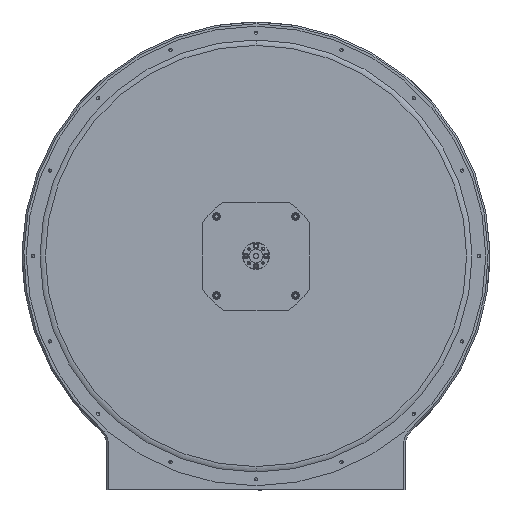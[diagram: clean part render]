
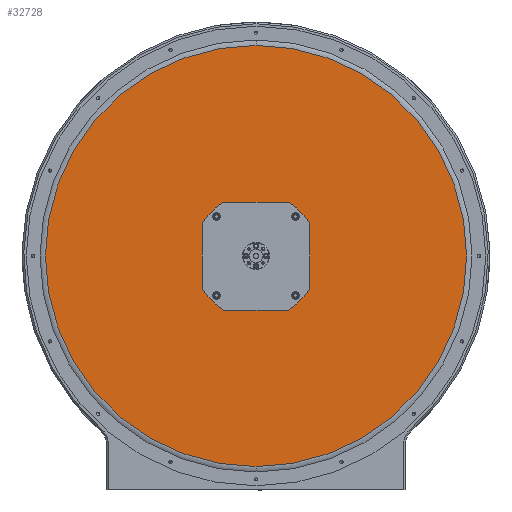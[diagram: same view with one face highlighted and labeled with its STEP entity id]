
A CAD part, front view. The second image highlights one B-rep face of the part: STEP entity #32728.
In plain terms, the highlighted planar face has unit normal (0, -1, 0).
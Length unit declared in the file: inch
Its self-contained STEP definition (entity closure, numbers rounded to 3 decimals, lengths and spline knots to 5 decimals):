
#1382 = ORIENTED_EDGE ( 'NONE', *, *, #26677, .F. ) ;
#1562 = DIRECTION ( 'NONE',  ( 0., 1., 0. ) ) ;
#3023 = CARTESIAN_POINT ( 'NONE',  ( -0.78136, -5.46979, 0.62469 ) ) ;
#3161 = CARTESIAN_POINT ( 'NONE',  ( -0.18275, -5.46979, 0.62469 ) ) ;
#3477 = FACE_BOUND ( 'NONE', #15736, .T. ) ;
#3651 = VERTEX_POINT ( 'NONE', #32550 ) ;
#4290 = DIRECTION ( 'NONE',  ( 0., 1., 0. ) ) ;
#4820 = CARTESIAN_POINT ( 'NONE',  ( 0.71864, -5.46979, -0.87531 ) ) ;
#5928 = EDGE_CURVE ( 'NONE', #38586, #3651, #24051, .T. ) ;
#6313 = ORIENTED_EDGE ( 'NONE', *, *, #5928, .T. ) ;
#6463 = DIRECTION ( 'NONE',  ( 0., 0., 1. ) ) ;
#7047 = DIRECTION ( 'NONE',  ( 0., -1., 0. ) ) ;
#8398 = CARTESIAN_POINT ( 'NONE',  ( 0.71864, -5.46979, 4.97469 ) ) ;
#8430 = VERTEX_POINT ( 'NONE', #19980 ) ;
#8522 = ORIENTED_EDGE ( 'NONE', *, *, #26308, .T. ) ;
#9305 = CIRCLE ( 'NONE', #39918, 1.75 ) ;
#9980 = CIRCLE ( 'NONE', #40599, 1.75 ) ;
#11176 = PLANE ( 'NONE',  #26550 ) ;
#11206 = CARTESIAN_POINT ( 'NONE',  ( 2.21864, -5.46979, -1.77669 ) ) ;
#11746 = ORIENTED_EDGE ( 'NONE', *, *, #30164, .T. ) ;
#12406 = VERTEX_POINT ( 'NONE', #43201 ) ;
#12597 = CARTESIAN_POINT ( 'NONE',  ( -0.78136, -5.46979, 0.02608 ) ) ;
#12641 = CARTESIAN_POINT ( 'NONE',  ( 0.71864, -5.46979, -0.87531 ) ) ;
#13374 = LINE ( 'NONE', #25969, #48210 ) ;
#15736 = EDGE_LOOP ( 'NONE', ( #35817, #6313, #27794, #8522, #1382, #24513, #33909, #11746 ) ) ;
#16433 = CIRCLE ( 'NONE', #38329, 5.85 ) ;
#16479 = CARTESIAN_POINT ( 'NONE',  ( 0.71864, -5.46979, -0.87531 ) ) ;
#17267 = EDGE_CURVE ( 'NONE', #24455, #12406, #16433, .T. ) ;
#18551 = VERTEX_POINT ( 'NONE', #12597 ) ;
#18747 = CARTESIAN_POINT ( 'NONE',  ( 2.21864, -5.46979, 0.02608 ) ) ;
#18770 = AXIS2_PLACEMENT_3D ( 'NONE', #4820, #4290, #54235 ) ;
#19980 = CARTESIAN_POINT ( 'NONE',  ( 1.62002, -5.46979, 0.62469 ) ) ;
#22355 = DIRECTION ( 'NONE',  ( 0., 1., 0. ) ) ;
#23758 = DIRECTION ( 'NONE',  ( 0., 0., -1. ) ) ;
#23865 = EDGE_CURVE ( 'NONE', #12406, #24455, #49910, .T. ) ;
#24051 = CIRCLE ( 'NONE', #18770, 1.75 ) ;
#24455 = VERTEX_POINT ( 'NONE', #8398 ) ;
#24513 = ORIENTED_EDGE ( 'NONE', *, *, #26694, .T. ) ;
#24701 = DIRECTION ( 'NONE',  ( 0., 1., 0. ) ) ;
#25122 = EDGE_CURVE ( 'NONE', #8430, #26464, #13374, .T. ) ;
#25243 = DIRECTION ( 'NONE',  ( 0., -1., 0. ) ) ;
#25739 = VERTEX_POINT ( 'NONE', #48322 ) ;
#25953 = VECTOR ( 'NONE', #46115, 39.37008 ) ;
#25969 = CARTESIAN_POINT ( 'NONE',  ( 2.21864, -5.46979, 0.62469 ) ) ;
#26308 = EDGE_CURVE ( 'NONE', #35676, #25739, #30131, .T. ) ;
#26464 = VERTEX_POINT ( 'NONE', #3161 ) ;
#26550 = AXIS2_PLACEMENT_3D ( 'NONE', #27860, #7047, #23758 ) ;
#26677 = EDGE_CURVE ( 'NONE', #18551, #25739, #48847, .T. ) ;
#26694 = EDGE_CURVE ( 'NONE', #18551, #26464, #9980, .T. ) ;
#27470 = AXIS2_PLACEMENT_3D ( 'NONE', #35009, #1562, #51230 ) ;
#27794 = ORIENTED_EDGE ( 'NONE', *, *, #44632, .F. ) ;
#27860 = CARTESIAN_POINT ( 'NONE',  ( 0.71864, -5.46979, -0.87531 ) ) ;
#28728 = DIRECTION ( 'NONE',  ( 0., -1., 0. ) ) ;
#28812 = DIRECTION ( 'NONE',  ( 0., 0., 1. ) ) ;
#29575 = CARTESIAN_POINT ( 'NONE',  ( -0.18275, -5.46979, -2.37531 ) ) ;
#29869 = ORIENTED_EDGE ( 'NONE', *, *, #23865, .T. ) ;
#30131 = CIRCLE ( 'NONE', #27470, 1.75 ) ;
#30164 = EDGE_CURVE ( 'NONE', #8430, #35178, #9305, .T. ) ;
#31762 = LINE ( 'NONE', #32034, #36145 ) ;
#32034 = CARTESIAN_POINT ( 'NONE',  ( -0.78136, -5.46979, -2.37531 ) ) ;
#32550 = CARTESIAN_POINT ( 'NONE',  ( 1.62002, -5.46979, -2.37531 ) ) ;
#32728 = ADVANCED_FACE ( 'NONE', ( #40224, #3477 ), #11176, .T. ) ;
#33909 = ORIENTED_EDGE ( 'NONE', *, *, #25122, .F. ) ;
#35009 = CARTESIAN_POINT ( 'NONE',  ( 0.71864, -5.46979, -0.87531 ) ) ;
#35178 = VERTEX_POINT ( 'NONE', #18747 ) ;
#35676 = VERTEX_POINT ( 'NONE', #29575 ) ;
#35817 = ORIENTED_EDGE ( 'NONE', *, *, #37792, .F. ) ;
#36145 = VECTOR ( 'NONE', #39733, 39.37008 ) ;
#36718 = AXIS2_PLACEMENT_3D ( 'NONE', #12641, #25243, #42006 ) ;
#37129 = VECTOR ( 'NONE', #41169, 39.37008 ) ;
#37792 = EDGE_CURVE ( 'NONE', #38586, #35178, #41446, .T. ) ;
#38329 = AXIS2_PLACEMENT_3D ( 'NONE', #49585, #28728, #49310 ) ;
#38586 = VERTEX_POINT ( 'NONE', #11206 ) ;
#39733 = DIRECTION ( 'NONE',  ( 1., 0., 0. ) ) ;
#39918 = AXIS2_PLACEMENT_3D ( 'NONE', #48407, #22355, #6463 ) ;
#40105 = EDGE_LOOP ( 'NONE', ( #29869, #47088 ) ) ;
#40224 = FACE_OUTER_BOUND ( 'NONE', #40105, .T. ) ;
#40599 = AXIS2_PLACEMENT_3D ( 'NONE', #16479, #24701, #28812 ) ;
#41169 = DIRECTION ( 'NONE',  ( 0., 0., -1. ) ) ;
#41446 = LINE ( 'NONE', #45573, #25953 ) ;
#42006 = DIRECTION ( 'NONE',  ( 0., 0., -1. ) ) ;
#43201 = CARTESIAN_POINT ( 'NONE',  ( 0.71864, -5.46979, -6.72531 ) ) ;
#44632 = EDGE_CURVE ( 'NONE', #35676, #3651, #31762, .T. ) ;
#45573 = CARTESIAN_POINT ( 'NONE',  ( 2.21864, -5.46979, -2.37531 ) ) ;
#46115 = DIRECTION ( 'NONE',  ( 0., 0., 1. ) ) ;
#46582 = DIRECTION ( 'NONE',  ( -1., 0., 0. ) ) ;
#47088 = ORIENTED_EDGE ( 'NONE', *, *, #17267, .T. ) ;
#48210 = VECTOR ( 'NONE', #46582, 39.37008 ) ;
#48322 = CARTESIAN_POINT ( 'NONE',  ( -0.78136, -5.46979, -1.77669 ) ) ;
#48407 = CARTESIAN_POINT ( 'NONE',  ( 0.71864, -5.46979, -0.87531 ) ) ;
#48847 = LINE ( 'NONE', #3023, #37129 ) ;
#49310 = DIRECTION ( 'NONE',  ( 0., 0., -1. ) ) ;
#49585 = CARTESIAN_POINT ( 'NONE',  ( 0.71864, -5.46979, -0.87531 ) ) ;
#49910 = CIRCLE ( 'NONE', #36718, 5.85 ) ;
#51230 = DIRECTION ( 'NONE',  ( 0., 0., 1. ) ) ;
#54235 = DIRECTION ( 'NONE',  ( 0., 0., 1. ) ) ;
